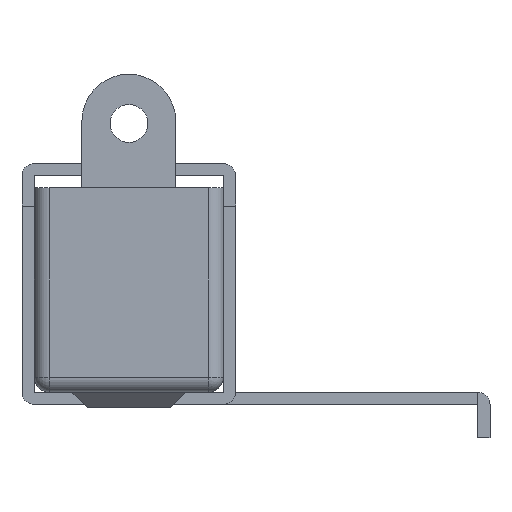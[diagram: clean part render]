
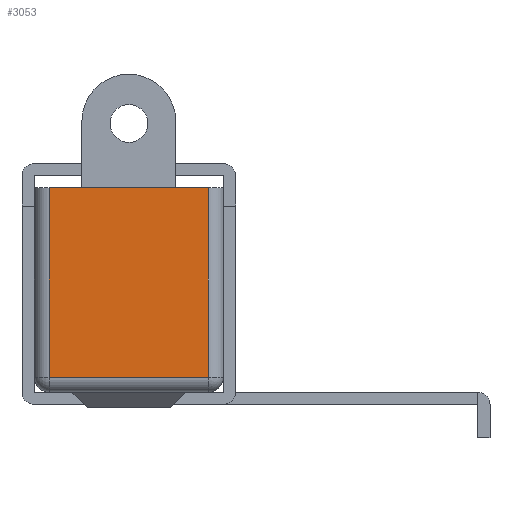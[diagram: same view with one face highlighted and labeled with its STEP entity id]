
A CAD part, left-side view. The second image highlights one B-rep face of the part: STEP entity #3053.
In plain terms, the highlighted planar face has unit normal (-1, 0, 0).
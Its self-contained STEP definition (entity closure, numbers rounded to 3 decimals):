
#34 = ORIENTED_EDGE ( 'NONE', *, *, #1696, .T. ) ;
#136 = DIRECTION ( 'NONE',  ( 0., -1., 0. ) ) ;
#159 = VERTEX_POINT ( 'NONE', #1363 ) ;
#345 = CARTESIAN_POINT ( 'NONE',  ( -29.453, 8.84, 13.5 ) ) ;
#793 = ORIENTED_EDGE ( 'NONE', *, *, #1274, .T. ) ;
#840 = EDGE_CURVE ( 'NONE', #159, #1210, #1733, .T. ) ;
#912 = VECTOR ( 'NONE', #2332, 1000. ) ;
#946 = CARTESIAN_POINT ( 'NONE',  ( -29.453, 9.84, 13.5 ) ) ;
#1025 = VECTOR ( 'NONE', #1995, 1000. ) ;
#1135 = EDGE_LOOP ( 'NONE', ( #1425, #2874, #34, #793 ) ) ;
#1210 = VERTEX_POINT ( 'NONE', #1226 ) ;
#1226 = CARTESIAN_POINT ( 'NONE',  ( -29.453, 8.84, 1. ) ) ;
#1274 = EDGE_CURVE ( 'NONE', #3014, #2346, #3069, .T. ) ;
#1282 = EDGE_CURVE ( 'NONE', #159, #2346, #1574, .T. ) ;
#1363 = CARTESIAN_POINT ( 'NONE',  ( -29.453, 8.84, 13.5 ) ) ;
#1425 = ORIENTED_EDGE ( 'NONE', *, *, #1282, .F. ) ;
#1574 = LINE ( 'NONE', #946, #2994 ) ;
#1634 = LINE ( 'NONE', #3436, #2905 ) ;
#1696 = EDGE_CURVE ( 'NONE', #1210, #3014, #1634, .T. ) ;
#1733 = LINE ( 'NONE', #345, #1025 ) ;
#1753 = AXIS2_PLACEMENT_3D ( 'NONE', #3376, #3389, #1795 ) ;
#1795 = DIRECTION ( 'NONE',  ( 0., 1., 0. ) ) ;
#1797 = CARTESIAN_POINT ( 'NONE',  ( -29.453, -1.66, 13.5 ) ) ;
#1995 = DIRECTION ( 'NONE',  ( 0., 0., -1. ) ) ;
#2318 = CARTESIAN_POINT ( 'NONE',  ( -29.453, -1.66, 1. ) ) ;
#2332 = DIRECTION ( 'NONE',  ( 0., 0., 1. ) ) ;
#2346 = VERTEX_POINT ( 'NONE', #1797 ) ;
#2608 = PLANE ( 'NONE',  #1753 ) ;
#2691 = FACE_OUTER_BOUND ( 'NONE', #1135, .T. ) ;
#2874 = ORIENTED_EDGE ( 'NONE', *, *, #840, .T. ) ;
#2905 = VECTOR ( 'NONE', #136, 1000. ) ;
#2994 = VECTOR ( 'NONE', #3110, 1000. ) ;
#3014 = VERTEX_POINT ( 'NONE', #2318 ) ;
#3053 = ADVANCED_FACE ( 'NONE', ( #2691 ), #2608, .F. ) ;
#3069 = LINE ( 'NONE', #3416, #912 ) ;
#3110 = DIRECTION ( 'NONE',  ( 0., -1., 0. ) ) ;
#3376 = CARTESIAN_POINT ( 'NONE',  ( -29.453, 9.84, 13.5 ) ) ;
#3389 = DIRECTION ( 'NONE',  ( 1., 0., 0. ) ) ;
#3416 = CARTESIAN_POINT ( 'NONE',  ( -29.453, -1.66, 13.5 ) ) ;
#3436 = CARTESIAN_POINT ( 'NONE',  ( -29.453, 9.84, 1. ) ) ;
